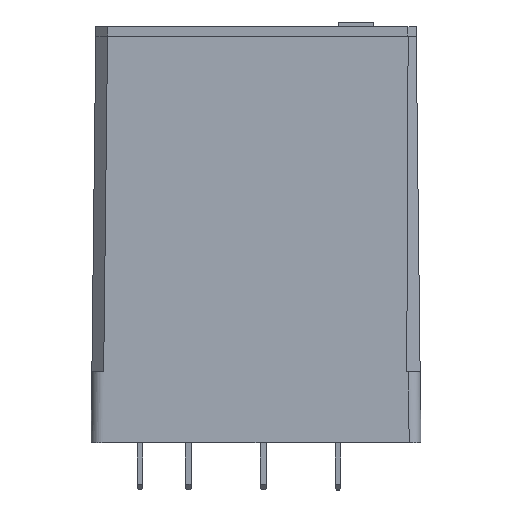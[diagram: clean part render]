
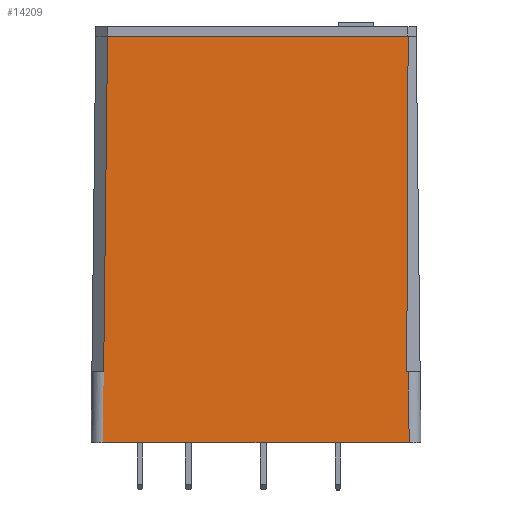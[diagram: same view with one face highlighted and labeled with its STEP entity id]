
A CAD part, top view. The second image highlights one B-rep face of the part: STEP entity #14209.
In plain terms, the highlighted planar face has unit normal (0, 0.016, 1).
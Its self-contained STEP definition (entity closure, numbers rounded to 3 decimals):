
#514 = DIRECTION ( 'NONE',  ( 0., 0.016, 1. ) ) ;
#1849 = EDGE_CURVE ( 'NONE', #16604, #16659, #7796, .T. ) ;
#1978 = VECTOR ( 'NONE', #26894, 1000. ) ;
#2103 = DIRECTION ( 'NONE',  ( -0.012, 1., -0.016 ) ) ;
#4535 = VECTOR ( 'NONE', #27799, 1000. ) ;
#5563 = PLANE ( 'NONE',  #15414 ) ;
#5860 = VECTOR ( 'NONE', #14766, 1000. ) ;
#6007 = VECTOR ( 'NONE', #20555, 1000. ) ;
#6591 = LINE ( 'NONE', #26819, #5860 ) ;
#6633 = ORIENTED_EDGE ( 'NONE', *, *, #17917, .F. ) ;
#6766 = LINE ( 'NONE', #11201, #4535 ) ;
#7796 = LINE ( 'NONE', #17397, #24782 ) ;
#7992 = LINE ( 'NONE', #28614, #25305 ) ;
#8765 = EDGE_CURVE ( 'NONE', #11883, #16604, #6591, .T. ) ;
#8779 = CARTESIAN_POINT ( 'NONE',  ( 12.912, 0., 9.8 ) ) ;
#9406 = CARTESIAN_POINT ( 'NONE',  ( -13.6, 0., 9.8 ) ) ;
#10447 = CARTESIAN_POINT ( 'NONE',  ( -12.6, 0., 9.8 ) ) ;
#11201 = CARTESIAN_POINT ( 'NONE',  ( -14., -34.5, 10.35 ) ) ;
#11298 = CARTESIAN_POINT ( 'NONE',  ( 12.9, 0., 9.8 ) ) ;
#11823 = ORIENTED_EDGE ( 'NONE', *, *, #8765, .F. ) ;
#11883 = VERTEX_POINT ( 'NONE', #23611 ) ;
#12290 = EDGE_CURVE ( 'NONE', #21747, #29383, #27602, .T. ) ;
#13234 = VERTEX_POINT ( 'NONE', #29609 ) ;
#13257 = VERTEX_POINT ( 'NONE', #27315 ) ;
#13715 = ORIENTED_EDGE ( 'NONE', *, *, #23104, .T. ) ;
#14209 = ADVANCED_FACE ( 'NONE', ( #24915 ), #5563, .T. ) ;
#14315 = ORIENTED_EDGE ( 'NONE', *, *, #27769, .F. ) ;
#14699 = CARTESIAN_POINT ( 'NONE',  ( 0., 0.156, 9.798 ) ) ;
#14766 = DIRECTION ( 'NONE',  ( 1., 0., 0. ) ) ;
#14971 = VECTOR ( 'NONE', #17054, 1000. ) ;
#15097 = CARTESIAN_POINT ( 'NONE',  ( -12.93, -28.496, 10.254 ) ) ;
#15414 = AXIS2_PLACEMENT_3D ( 'NONE', #14699, #514, #22002 ) ;
#15424 = VERTEX_POINT ( 'NONE', #28755 ) ;
#15907 = ORIENTED_EDGE ( 'NONE', *, *, #1849, .F. ) ;
#16145 = EDGE_CURVE ( 'NONE', #16659, #13234, #24861, .T. ) ;
#16604 = VERTEX_POINT ( 'NONE', #15097 ) ;
#16659 = VERTEX_POINT ( 'NONE', #10447 ) ;
#17054 = DIRECTION ( 'NONE',  ( -0.012, -1., 0.016 ) ) ;
#17134 = ORIENTED_EDGE ( 'NONE', *, *, #29538, .T. ) ;
#17301 = EDGE_LOOP ( 'NONE', ( #11823, #17134, #13715, #27328, #14315, #22711, #6633, #27188, #15907 ) ) ;
#17397 = CARTESIAN_POINT ( 'NONE',  ( -12.93, -28.496, 10.254 ) ) ;
#17503 = DIRECTION ( 'NONE',  ( 0.012, 1., -0.016 ) ) ;
#17890 = VERTEX_POINT ( 'NONE', #8779 ) ;
#17917 = EDGE_CURVE ( 'NONE', #13234, #17890, #20345, .T. ) ;
#20249 = CARTESIAN_POINT ( 'NONE',  ( 13., -34.5, 10.35 ) ) ;
#20345 = LINE ( 'NONE', #9406, #21435 ) ;
#20555 = DIRECTION ( 'NONE',  ( 1., 0., 0. ) ) ;
#20671 = CARTESIAN_POINT ( 'NONE',  ( 12.931, -28.498, 10.254 ) ) ;
#21092 = CARTESIAN_POINT ( 'NONE',  ( 12.912, 0.104, 9.798 ) ) ;
#21435 = VECTOR ( 'NONE', #25897, 1000. ) ;
#21747 = VERTEX_POINT ( 'NONE', #20249 ) ;
#22002 = DIRECTION ( 'NONE',  ( 0., -1., 0.016 ) ) ;
#22711 = ORIENTED_EDGE ( 'NONE', *, *, #29684, .F. ) ;
#23104 = EDGE_CURVE ( 'NONE', #15424, #21747, #6766, .T. ) ;
#23611 = CARTESIAN_POINT ( 'NONE',  ( -12.931, -28.496, 10.254 ) ) ;
#23967 = DIRECTION ( 'NONE',  ( 1., 0., 0. ) ) ;
#24536 = LINE ( 'NONE', #28925, #14971 ) ;
#24782 = VECTOR ( 'NONE', #17503, 1000. ) ;
#24861 = LINE ( 'NONE', #11298, #6007 ) ;
#24915 = FACE_OUTER_BOUND ( 'NONE', #17301, .T. ) ;
#25020 = VECTOR ( 'NONE', #2103, 1000. ) ;
#25305 = VECTOR ( 'NONE', #23967, 1000. ) ;
#25897 = DIRECTION ( 'NONE',  ( 1., 0., 0. ) ) ;
#26819 = CARTESIAN_POINT ( 'NONE',  ( -13.93, -28.496, 10.254 ) ) ;
#26894 = DIRECTION ( 'NONE',  ( -0.004, -1., 0.016 ) ) ;
#27188 = ORIENTED_EDGE ( 'NONE', *, *, #16145, .F. ) ;
#27315 = CARTESIAN_POINT ( 'NONE',  ( 12.796, -28.498, 10.254 ) ) ;
#27328 = ORIENTED_EDGE ( 'NONE', *, *, #12290, .T. ) ;
#27602 = LINE ( 'NONE', #28031, #25020 ) ;
#27769 = EDGE_CURVE ( 'NONE', #13257, #29383, #7992, .T. ) ;
#27799 = DIRECTION ( 'NONE',  ( 1., 0., 0. ) ) ;
#28031 = CARTESIAN_POINT ( 'NONE',  ( 12.597, 0.302, 9.795 ) ) ;
#28233 = LINE ( 'NONE', #21092, #1978 ) ;
#28614 = CARTESIAN_POINT ( 'NONE',  ( 0., -28.498, 10.254 ) ) ;
#28755 = CARTESIAN_POINT ( 'NONE',  ( -13., -34.5, 10.35 ) ) ;
#28925 = CARTESIAN_POINT ( 'NONE',  ( -12.597, 0.302, 9.795 ) ) ;
#29383 = VERTEX_POINT ( 'NONE', #20671 ) ;
#29538 = EDGE_CURVE ( 'NONE', #11883, #15424, #24536, .T. ) ;
#29609 = CARTESIAN_POINT ( 'NONE',  ( 12.9, 0., 9.8 ) ) ;
#29684 = EDGE_CURVE ( 'NONE', #17890, #13257, #28233, .T. ) ;
